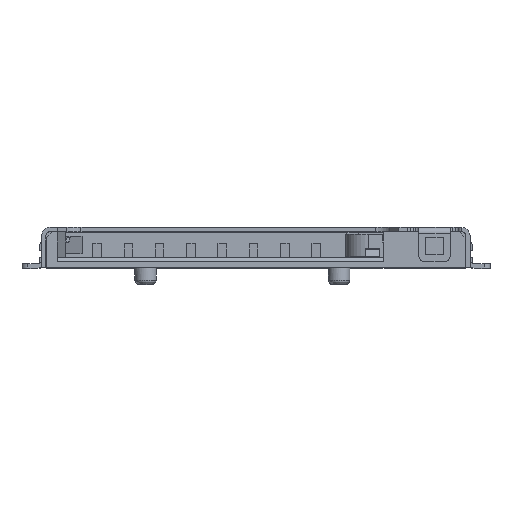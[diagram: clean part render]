
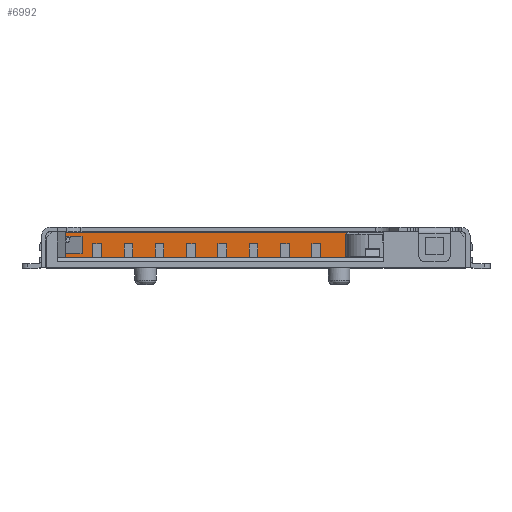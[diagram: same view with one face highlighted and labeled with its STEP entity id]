
A CAD part, top view. The second image highlights one B-rep face of the part: STEP entity #6992.
In plain terms, the highlighted face is planar.
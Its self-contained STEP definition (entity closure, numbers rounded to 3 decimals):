
#2526 = DIRECTION ( 'NONE',  ( 0., 0., -1. ) ) ;
#3065 = CARTESIAN_POINT ( 'NONE',  ( 195.959, 195.831, 0.9 ) ) ;
#3599 = VECTOR ( 'NONE', #2526, 1000. ) ;
#5100 = CARTESIAN_POINT ( 'NONE',  ( 201.091, 195.831, -0.375 ) ) ;
#5667 = ORIENTED_EDGE ( 'NONE', *, *, #21093, .T. ) ;
#6992 = ADVANCED_FACE ( 'NONE', ( #15043 ), #7722, .F. ) ;
#7274 = ORIENTED_EDGE ( 'NONE', *, *, #30862, .F. ) ;
#7722 = PLANE ( 'NONE',  #31053 ) ;
#7862 = ORIENTED_EDGE ( 'NONE', *, *, #33407, .F. ) ;
#10097 = CARTESIAN_POINT ( 'NONE',  ( 188.781, 195.831, 0. ) ) ;
#10362 = DIRECTION ( 'NONE',  ( -1., 0., 0. ) ) ;
#10501 = DIRECTION ( 'NONE',  ( 0., 0., -1. ) ) ;
#13221 = EDGE_LOOP ( 'NONE', ( #5667, #7862, #7274, #13653 ) ) ;
#13653 = ORIENTED_EDGE ( 'NONE', *, *, #23616, .T. ) ;
#14494 = LINE ( 'NONE', #26244, #21497 ) ;
#15043 = FACE_OUTER_BOUND ( 'NONE', #13221, .T. ) ;
#15663 = VECTOR ( 'NONE', #16181, 1000. ) ;
#16181 = DIRECTION ( 'NONE',  ( -1., 0., 0. ) ) ;
#18526 = VERTEX_POINT ( 'NONE', #19863 ) ;
#18597 = VECTOR ( 'NONE', #25826, 1000. ) ;
#19433 = LINE ( 'NONE', #10097, #18597 ) ;
#19482 = VERTEX_POINT ( 'NONE', #29229 ) ;
#19863 = CARTESIAN_POINT ( 'NONE',  ( 199.159, 195.831, 0.9 ) ) ;
#21093 = EDGE_CURVE ( 'NONE', #19482, #30515, #14494, .T. ) ;
#21497 = VECTOR ( 'NONE', #10501, 1000. ) ;
#22695 = LINE ( 'NONE', #3065, #15663 ) ;
#23616 = EDGE_CURVE ( 'NONE', #18526, #19482, #22695, .T. ) ;
#23736 = LINE ( 'NONE', #34014, #3599 ) ;
#25826 = DIRECTION ( 'NONE',  ( -1., 0., 0. ) ) ;
#26100 = DIRECTION ( 'NONE',  ( 0., 1., 0. ) ) ;
#26244 = CARTESIAN_POINT ( 'NONE',  ( 189.279, 195.831, 0.45 ) ) ;
#29229 = CARTESIAN_POINT ( 'NONE',  ( 189.279, 195.831, 0.9 ) ) ;
#30515 = VERTEX_POINT ( 'NONE', #31858 ) ;
#30862 = EDGE_CURVE ( 'NONE', #18526, #33800, #23736, .T. ) ;
#31053 = AXIS2_PLACEMENT_3D ( 'NONE', #5100, #26100, #10362 ) ;
#31858 = CARTESIAN_POINT ( 'NONE',  ( 189.279, 195.831, 0. ) ) ;
#32624 = CARTESIAN_POINT ( 'NONE',  ( 199.159, 195.831, 0. ) ) ;
#33407 = EDGE_CURVE ( 'NONE', #33800, #30515, #19433, .T. ) ;
#33800 = VERTEX_POINT ( 'NONE', #32624 ) ;
#34014 = CARTESIAN_POINT ( 'NONE',  ( 199.159, 195.831, 0.275 ) ) ;
